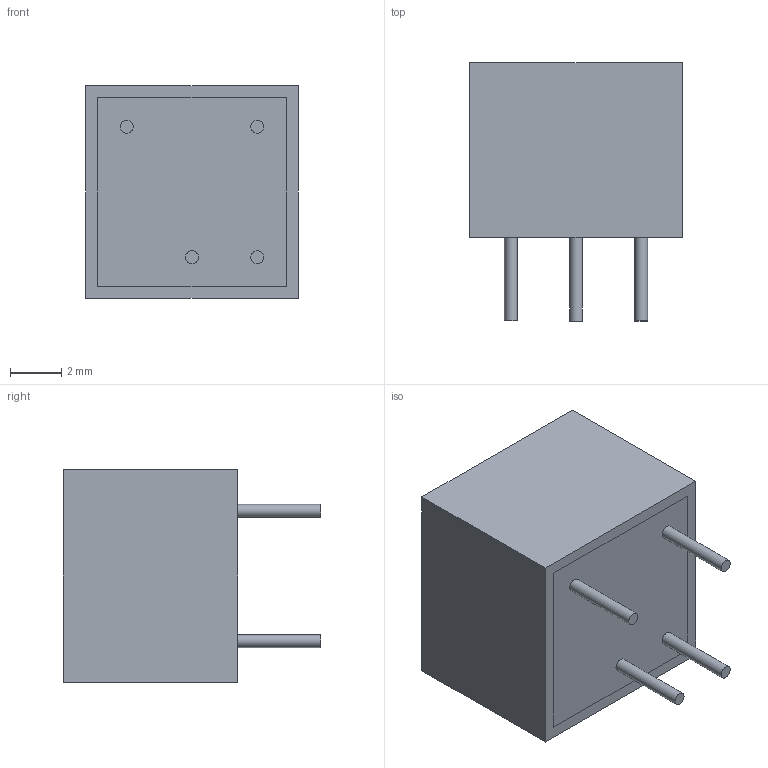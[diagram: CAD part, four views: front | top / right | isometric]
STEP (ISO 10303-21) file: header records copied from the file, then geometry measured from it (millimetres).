
FILE_DESCRIPTION(('FreeCAD Model'),'2;1');
FILE_NAME('RNM_3D_20190725.step','2019-07-25T09:46:26',('Author'),(''), 'Open CASCADE STEP processor 7.3','FreeCAD','Unknown');
FILE_SCHEMA(('AUTOMOTIVE_DESIGN { 1 0 10303 214 1 1 1 1 }'));
Length unit declared in the file: millimetre
Products named in the file (6): RNM_pin5(-Vout); RNM_pin1(-vin); RNM_potting; RNM_pin4(+Vout); RNM_pin3(+Vin); RNM_case
Bounding box: 8.3 x 10.05 x 8.3 mm (x, y, z)
Volume: 471 mm3; surface area: 869.9 mm2
Topology: 6 solids, 6 shells, 29 faces, 48 edges, 32 vertices
Faces by surface type: plane 25, cylinder 4
Full cylindrical faces by diameter (mm): 0.5 x4
Entity records: 777 total; most frequent: CARTESIAN_POINT 114, DIRECTION 112, ORIENTED_EDGE 96, EDGE_CURVE 48, AXIS2_PLACEMENT_3D 38, LINE 36, VECTOR 36, VERTEX_POINT 32
